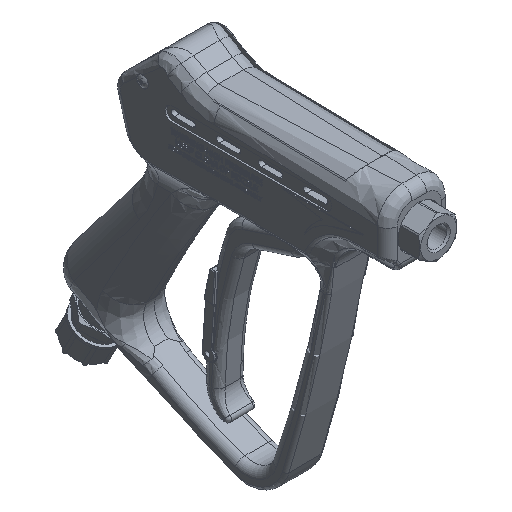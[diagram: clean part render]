
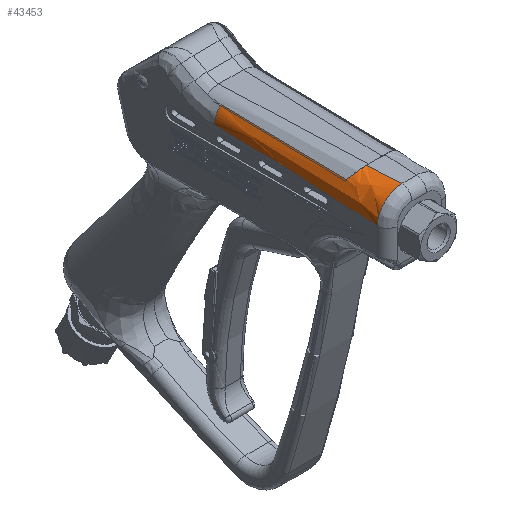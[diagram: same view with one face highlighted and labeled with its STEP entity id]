
A CAD part, isometric view. The second image highlights one B-rep face of the part: STEP entity #43453.
In plain terms, the highlighted free-form (B-spline) face has degree [2, 3] with [3, 4] control points.
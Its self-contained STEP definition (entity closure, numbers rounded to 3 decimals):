
#714=(
BOUNDED_SURFACE()
B_SPLINE_SURFACE(2,3,((#77239,#77240,#77241,#77242),(#77243,#77244,#77245,
#77246),(#77247,#77248,#77249,#77250)),.UNSPECIFIED.,.F.,.F.,.F.)
B_SPLINE_SURFACE_WITH_KNOTS((3,3),(4,4),(0.,1.),(0.684,1.),
 .PIECEWISE_BEZIER_KNOTS.)
GEOMETRIC_REPRESENTATION_ITEM()
RATIONAL_B_SPLINE_SURFACE(((1.,1.,1.,1.),(0.707,0.707,
0.707,0.707),(1.,1.,1.,1.)))
REPRESENTATION_ITEM('')
SURFACE()
);
#858=(
BOUNDED_CURVE()
B_SPLINE_CURVE(3,(#74390,#74391,#74392,#74393,#74394,#74395,#74396),
 .UNSPECIFIED.,.F.,.F.)
B_SPLINE_CURVE_WITH_KNOTS((4,3,4),(0.,0.667,1.),
 .UNSPECIFIED.)
CURVE()
GEOMETRIC_REPRESENTATION_ITEM()
RATIONAL_B_SPLINE_CURVE((1.,1.,1.,1.,1.,1.,1.))
REPRESENTATION_ITEM('')
);
#863=(
BOUNDED_CURVE()
B_SPLINE_CURVE(3,(#77110,#77111,#77112,#77113,#77114,#77115,#77116),
 .UNSPECIFIED.,.F.,.F.)
B_SPLINE_CURVE_WITH_KNOTS((4,3,4),(0.,0.667,1.),
 .UNSPECIFIED.)
CURVE()
GEOMETRIC_REPRESENTATION_ITEM()
RATIONAL_B_SPLINE_CURVE((1.,1.,1.,1.,1.,1.,1.))
REPRESENTATION_ITEM('')
);
#16401=ORIENTED_EDGE('',*,*,#27260,.T.);
#16402=ORIENTED_EDGE('',*,*,#27235,.T.);
#16403=ORIENTED_EDGE('',*,*,#27272,.F.);
#16404=ORIENTED_EDGE('',*,*,#27273,.T.);
#16405=ORIENTED_EDGE('',*,*,#26407,.F.);
#16406=ORIENTED_EDGE('',*,*,#27274,.T.);
#26407=EDGE_CURVE('',#32166,#32167,#858,.T.);
#27235=EDGE_CURVE('',#32975,#32974,#35666,.F.);
#27260=EDGE_CURVE('',#32994,#32975,#863,.T.);
#27272=EDGE_CURVE('',#33003,#32974,#35682,.T.);
#27273=EDGE_CURVE('',#33003,#32167,#35683,.T.);
#27274=EDGE_CURVE('',#32166,#32994,#35684,.T.);
#32166=VERTEX_POINT('',#74389);
#32167=VERTEX_POINT('',#74397);
#32974=VERTEX_POINT('',#76926);
#32975=VERTEX_POINT('',#76934);
#32994=VERTEX_POINT('',#77101);
#33003=VERTEX_POINT('',#77274);
#35666=B_SPLINE_CURVE_WITH_KNOTS('',3,(#76927,#76928,#76929,#76930,#76931,
#76932,#76933),.UNSPECIFIED.,.F.,.F.,(4,1,1,1,4),(0.,0.25,0.5,0.75,1.),
 .UNSPECIFIED.);
#35682=B_SPLINE_CURVE_WITH_KNOTS('',3,(#77251,#77252,#77253,#77254,#77255,
#77256,#77257,#77258,#77259,#77260,#77261,#77262,#77263,#77264,#77265,#77266,
#77267,#77268,#77269,#77270,#77271,#77272,#77273),.UNSPECIFIED.,.F.,.F.,
(4,1,1,1,1,1,1,1,1,1,1,1,1,1,1,1,1,1,1,1,4),(0.,0.125,0.25,0.313,0.375,
0.406,0.438,0.469,0.484,0.492,0.5,0.508,0.516,0.531,
0.563,0.594,0.625,0.688,0.75,0.875,1.),.UNSPECIFIED.);
#35683=B_SPLINE_CURVE_WITH_KNOTS('',3,(#77275,#77276,#77277,#77278,#77279),
 .UNSPECIFIED.,.F.,.F.,(4,1,4),(0.,0.5,1.),.UNSPECIFIED.);
#35684=B_SPLINE_CURVE_WITH_KNOTS('',3,(#77280,#77281,#77282,#77283,#77284,
#77285,#77286,#77287,#77288,#77289,#77290,#77291,#77292),.UNSPECIFIED.,
 .F.,.F.,(4,1,1,1,1,1,1,1,1,1,4),(0.,0.125,0.25,0.375,0.438,0.5,0.563,
0.625,0.75,0.875,1.),.UNSPECIFIED.);
#37944=EDGE_LOOP('',(#16401,#16402,#16403,#16404,#16405,#16406));
#40808=FACE_BOUND('',#37944,.T.);
#43453=ADVANCED_FACE('',(#40808),#714,.T.);
#74389=CARTESIAN_POINT('',(-19.,-41.5,6.852));
#74390=CARTESIAN_POINT('',(-19.,-253.493,-5.582));
#74391=CARTESIAN_POINT('',(-19.,-184.829,-1.555));
#74392=CARTESIAN_POINT('',(-19.,-116.164,2.473));
#74393=CARTESIAN_POINT('',(-19.,-47.5,6.5));
#74394=CARTESIAN_POINT('',(-19.,-13.168,8.514));
#74395=CARTESIAN_POINT('',(-19.,21.164,10.527));
#74396=CARTESIAN_POINT('',(-19.,55.497,10.527));
#74397=CARTESIAN_POINT('',(-19.,55.497,10.527));
#76926=CARTESIAN_POINT('',(-15.,-19.282,17.658));
#76927=CARTESIAN_POINT('',(-15.,-19.282,17.658));
#76928=CARTESIAN_POINT('',(-14.388,-19.623,18.249));
#76929=CARTESIAN_POINT('',(-13.068,-20.234,19.307));
#76930=CARTESIAN_POINT('',(-10.754,-20.944,20.537));
#76931=CARTESIAN_POINT('',(-8.183,-21.396,21.321));
#76932=CARTESIAN_POINT('',(-6.394,-21.5,21.5));
#76933=CARTESIAN_POINT('',(-5.493,-21.5,21.5));
#76934=CARTESIAN_POINT('',(-5.493,-21.5,21.5));
#77101=CARTESIAN_POINT('',(-4.352,-41.5,21.5));
#77110=CARTESIAN_POINT('',(8.082,-253.493,21.5));
#77111=CARTESIAN_POINT('',(4.055,-184.829,21.5));
#77112=CARTESIAN_POINT('',(0.027,-116.164,21.5));
#77113=CARTESIAN_POINT('',(-4.,-47.5,21.5));
#77114=CARTESIAN_POINT('',(-6.014,-13.168,21.5));
#77115=CARTESIAN_POINT('',(-8.027,21.164,21.5));
#77116=CARTESIAN_POINT('',(-8.027,55.497,21.5));
#77239=CARTESIAN_POINT('',(-19.,-42.228,6.809));
#77240=CARTESIAN_POINT('',(-19.,-9.653,8.715));
#77241=CARTESIAN_POINT('',(-19.,22.922,10.527));
#77242=CARTESIAN_POINT('',(-19.,55.497,10.527));
#77243=CARTESIAN_POINT('',(-19.,-42.228,21.5));
#77244=CARTESIAN_POINT('',(-19.,-9.653,21.5));
#77245=CARTESIAN_POINT('',(-19.,22.922,21.5));
#77246=CARTESIAN_POINT('',(-19.,55.497,21.5));
#77247=CARTESIAN_POINT('',(-4.309,-42.228,21.5));
#77248=CARTESIAN_POINT('',(-6.215,-9.653,21.5));
#77249=CARTESIAN_POINT('',(-8.027,22.922,21.5));
#77250=CARTESIAN_POINT('',(-8.027,55.497,21.5));
#77251=CARTESIAN_POINT('',(-15.,55.497,19.));
#77252=CARTESIAN_POINT('',(-15.,52.56,19.));
#77253=CARTESIAN_POINT('',(-15.,46.596,18.984));
#77254=CARTESIAN_POINT('',(-15.,38.917,18.925));
#77255=CARTESIAN_POINT('',(-15.,32.64,18.855));
#77256=CARTESIAN_POINT('',(-15.,28.661,18.801));
#77257=CARTESIAN_POINT('',(-15.,25.444,18.752));
#77258=CARTESIAN_POINT('',(-15.,23.014,18.712));
#77259=CARTESIAN_POINT('',(-15.,20.979,18.676));
#77260=CARTESIAN_POINT('',(-15.,19.538,18.65));
#77261=CARTESIAN_POINT('',(-15.,18.726,18.635));
#77262=CARTESIAN_POINT('',(-15.,18.078,18.623));
#77263=CARTESIAN_POINT('',(-15.,17.576,18.613));
#77264=CARTESIAN_POINT('',(-15.,16.852,18.599));
#77265=CARTESIAN_POINT('',(-15.,15.604,18.575));
#77266=CARTESIAN_POINT('',(-15.,13.792,18.538));
#77267=CARTESIAN_POINT('',(-15.,11.597,18.491));
#77268=CARTESIAN_POINT('',(-15.,8.635,18.425));
#77269=CARTESIAN_POINT('',(-15.,4.87,18.337));
#77270=CARTESIAN_POINT('',(-15.,-1.293,18.183));
#77271=CARTESIAN_POINT('',(-15.,-9.252,17.965));
#77272=CARTESIAN_POINT('',(-15.,-15.893,17.765));
#77273=CARTESIAN_POINT('',(-15.,-19.282,17.658));
#77274=CARTESIAN_POINT('',(-15.,55.497,19.));
#77275=CARTESIAN_POINT('',(-15.,55.497,19.));
#77276=CARTESIAN_POINT('',(-16.304,55.497,17.927));
#77277=CARTESIAN_POINT('',(-18.408,55.497,15.126));
#77278=CARTESIAN_POINT('',(-19.,55.497,11.972));
#77279=CARTESIAN_POINT('',(-19.,55.497,10.527));
#77280=CARTESIAN_POINT('',(-19.,-41.5,6.852));
#77281=CARTESIAN_POINT('',(-19.,-41.524,7.861));
#77282=CARTESIAN_POINT('',(-18.788,-41.567,9.893));
#77283=CARTESIAN_POINT('',(-17.861,-41.612,12.761));
#77284=CARTESIAN_POINT('',(-16.685,-41.635,14.842));
#77285=CARTESIAN_POINT('',(-15.587,-41.644,16.275));
#77286=CARTESIAN_POINT('',(-14.724,-41.646,17.216));
#77287=CARTESIAN_POINT('',(-13.783,-41.644,18.081));
#77288=CARTESIAN_POINT('',(-12.349,-41.635,19.181));
#77289=CARTESIAN_POINT('',(-10.266,-41.612,20.358));
#77290=CARTESIAN_POINT('',(-7.396,-41.567,21.288));
#77291=CARTESIAN_POINT('',(-5.362,-41.524,21.5));
#77292=CARTESIAN_POINT('',(-4.352,-41.5,21.5));
